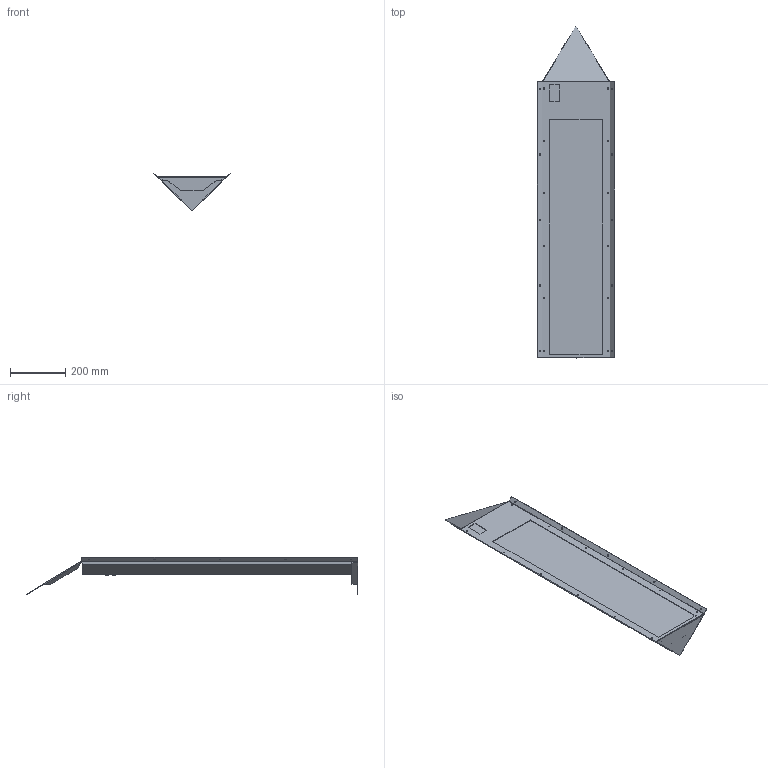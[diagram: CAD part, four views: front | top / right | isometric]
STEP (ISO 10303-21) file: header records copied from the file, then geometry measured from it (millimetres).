
FILE_DESCRIPTION (( 'STEP AP203' ), '1' );
FILE_NAME ('46006 Leuchte WAL Ecke VK.STEP', '2020-02-03T14:43:54', ( '' ), ( '' ), 'SwSTEP 2.0', 'SolidWorks 2019', '' );
FILE_SCHEMA (( 'CONFIG_CONTROL_DESIGN' ));
Length unit declared in the file: millimetre
Products named in the file (1): 46006 Leuchte WAL Ecke VK
Bounding box: 278.11 x 1198.59 x 136.65 mm (x, y, z)
Surface area: 1068998.7 mm2 (no closed solid volume)
Topology: 0 solids, 11 shells, 214 faces, 799 edges, 584 vertices
Faces by surface type: cylinder 110, plane 91, bspline 8, cone 5
Entity records: 8931 total; most frequent: CARTESIAN_POINT 1961, DIRECTION 1504, ORIENTED_EDGE 1194, EDGE_CURVE 799, VERTEX_POINT 584, AXIS2_PLACEMENT_3D 539, LINE 426, VECTOR 426
